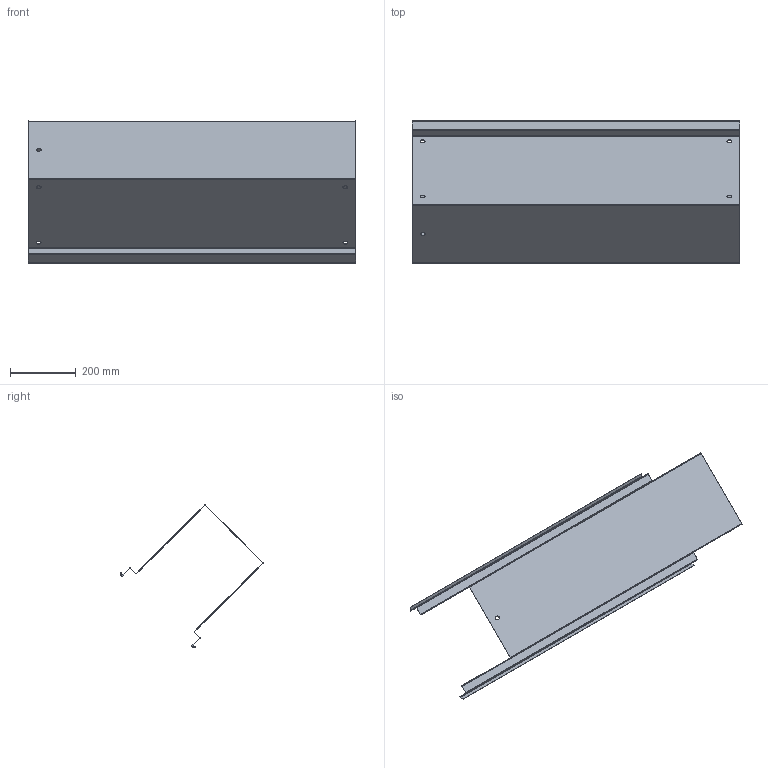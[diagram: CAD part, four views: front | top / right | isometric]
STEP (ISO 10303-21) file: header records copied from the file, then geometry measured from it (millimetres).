
FILE_DESCRIPTION((''),'2;1');
FILE_NAME('4009003015676-Verlorene Schalung Typ300 1m.stp','2014-02-19T07:20:02',('mfischer'),(''),'Autodesk Inventor 2013','Autodesk Inventor 2013','');
FILE_SCHEMA(('AUTOMOTIVE_DESIGN { 1 0 10303 214 1 1 1 1 }'));
Length unit declared in the file: millimetre
Products named in the file (1): Verlorene Schalung 1m
Bounding box: 1000 x 433.78 x 433.78 mm (x, y, z)
Volume: 992555.9 mm3; surface area: 1989464.3 mm2
Topology: 1 solids, 1 shells, 90 faces, 232 edges, 144 vertices
Faces by surface type: plane 56, cylinder 34
Entity records: 2770 total; most frequent: DIRECTION 482, CARTESIAN_POINT 467, ORIENTED_EDGE 464, EDGE_CURVE 232, VECTOR 164, LINE 164, AXIS2_PLACEMENT_3D 159, VERTEX_POINT 144
